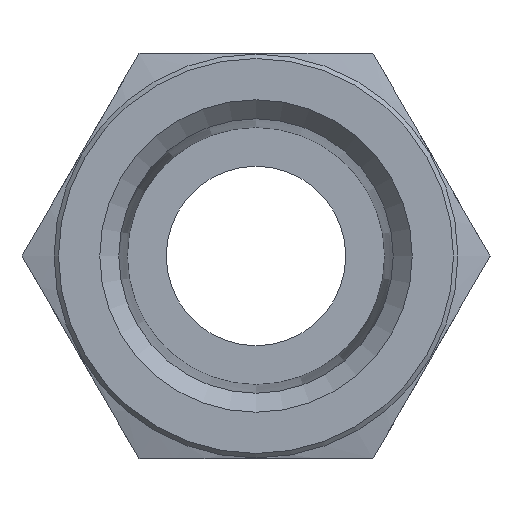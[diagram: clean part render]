
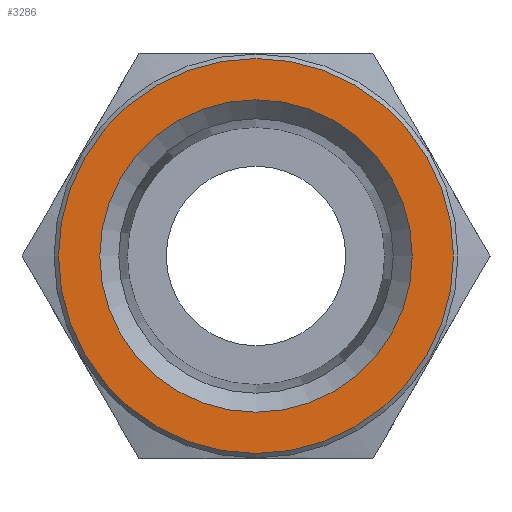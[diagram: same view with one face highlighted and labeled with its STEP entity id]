
A CAD part, left-side view. The second image highlights one B-rep face of the part: STEP entity #3286.
In plain terms, the highlighted planar face has unit normal (-1, 0, 0).
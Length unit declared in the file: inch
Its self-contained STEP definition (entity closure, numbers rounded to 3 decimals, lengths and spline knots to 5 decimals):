
#3215=CARTESIAN_POINT('',(0.0,0.,0.53));
#3216=VERTEX_POINT('',#3215);
#3217=CARTESIAN_POINT('',(0.0,0.0,0.0));
#3218=DIRECTION('',(1.0,0.0,0.0));
#3219=DIRECTION('',(0.0,0.0,-1.0));
#3220=AXIS2_PLACEMENT_3D('',#3217,#3218,#3219);
#3221=CIRCLE('',#3220,0.53);
#3222=EDGE_CURVE('',#3216,#3216,#3221,.T.);
#3243=CARTESIAN_POINT('',(0.0,-0.67,0.));
#3244=VERTEX_POINT('',#3243);
#3245=CARTESIAN_POINT('',(0.0,0.0,0.0));
#3246=DIRECTION('',(1.0,0.0,0.0));
#3247=DIRECTION('',(0.0,1.0,0.0));
#3248=AXIS2_PLACEMENT_3D('',#3245,#3246,#3247);
#3249=CIRCLE('',#3248,0.67);
#3250=EDGE_CURVE('',#3244,#3244,#3249,.T.);
#3275=CARTESIAN_POINT('',(0.0,0.,0.));
#3276=DIRECTION('',(1.0,0.0,0.0));
#3277=DIRECTION('',(0.0,0.0,-1.0));
#3278=AXIS2_PLACEMENT_3D('',#3275,#3276,#3277);
#3279=PLANE('',#3278);
#3280=ORIENTED_EDGE('',*,*,#3250,.F.);
#3281=EDGE_LOOP('',(#3280));
#3282=FACE_OUTER_BOUND('',#3281,.T.);
#3283=ORIENTED_EDGE('',*,*,#3222,.T.);
#3284=EDGE_LOOP('',(#3283));
#3285=FACE_BOUND('',#3284,.T.);
#3286=ADVANCED_FACE('',(#3282,#3285),#3279,.F.);
